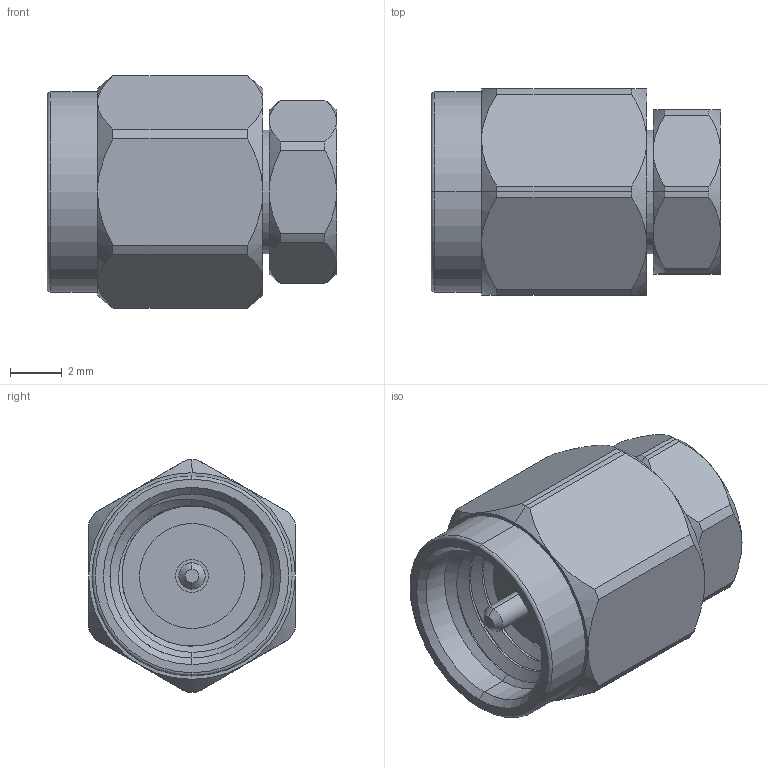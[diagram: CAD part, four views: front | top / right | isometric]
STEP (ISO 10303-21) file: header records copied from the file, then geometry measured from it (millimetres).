
FILE_DESCRIPTION (( 'STEP AP203' ), '1' );
FILE_NAME ('PE44690.step', '2019-08-29T14:16:05', ( '' ), ( '' ), 'SwSTEP 2.0', 'SolidWorks 2018', '' );
FILE_SCHEMA (( 'CONFIG_CONTROL_DESIGN' ));
Length unit declared in the file: inch
Products named in the file (1): PE44690
Bounding box: 11.2 x 8 x 8.99 mm (x, y, z)
Volume: 412.3 mm3; surface area: 608.1 mm2
Topology: 1 solids, 1 shells, 101 faces, 239 edges, 148 vertices
Faces by surface type: cylinder 39, cone 35, plane 22, bspline 3, torus 2
Entity records: 3983 total; most frequent: CARTESIAN_POINT 1745, ORIENTED_EDGE 478, DIRECTION 419, EDGE_CURVE 239, AXIS2_PLACEMENT_3D 179, VERTEX_POINT 148, EDGE_LOOP 109, ADVANCED_FACE 101
